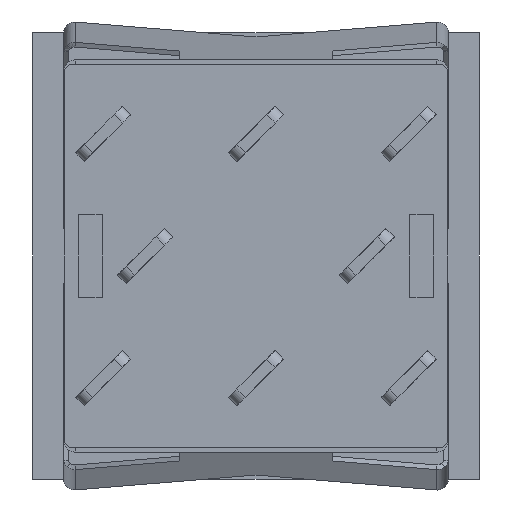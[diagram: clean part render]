
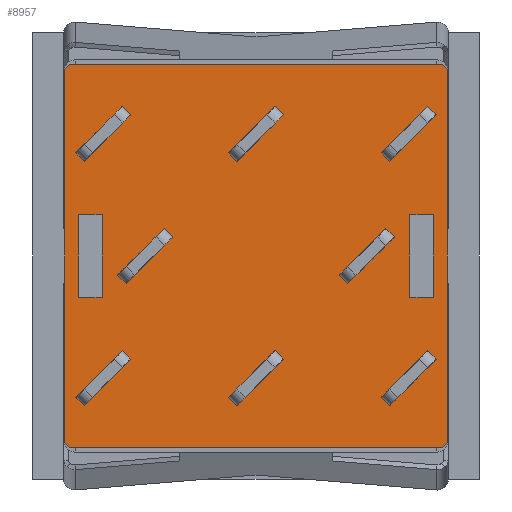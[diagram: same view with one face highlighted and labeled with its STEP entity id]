
A CAD part, front view. The second image highlights one B-rep face of the part: STEP entity #8957.
In plain terms, the highlighted planar face has unit normal (0, -1, 0).
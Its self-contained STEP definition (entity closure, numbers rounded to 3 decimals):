
#232 = EDGE_CURVE ( 'NONE', #1306, #11152, #10745, .T. ) ;
#260 = CARTESIAN_POINT ( 'NONE',  ( 8.15, 0., 8.15 ) ) ;
#263 = LINE ( 'NONE', #3130, #11671 ) ;
#307 = DIRECTION ( 'NONE',  ( 1., 0., 0. ) ) ;
#374 = FACE_BOUND ( 'NONE', #9755, .T. ) ;
#396 = AXIS2_PLACEMENT_3D ( 'NONE', #9473, #950, #3893 ) ;
#469 = AXIS2_PLACEMENT_3D ( 'NONE', #1838, #4710, #652 ) ;
#505 = VECTOR ( 'NONE', #1425, 1000. ) ;
#538 = DIRECTION ( 'NONE',  ( 0., 0., 1. ) ) ;
#585 = VECTOR ( 'NONE', #538, 1000. ) ;
#628 = EDGE_CURVE ( 'NONE', #2302, #1713, #263, .T. ) ;
#652 = DIRECTION ( 'NONE',  ( 0., 0., -1. ) ) ;
#748 = VECTOR ( 'NONE', #4081, 1000. ) ;
#948 = VECTOR ( 'NONE', #8648, 1000. ) ;
#950 = DIRECTION ( 'NONE',  ( 0., -1., 0. ) ) ;
#1064 = CARTESIAN_POINT ( 'NONE',  ( 7.55, 0., 1.75 ) ) ;
#1306 = VERTEX_POINT ( 'NONE', #7335 ) ;
#1350 = DIRECTION ( 'NONE',  ( -1., 0., 0. ) ) ;
#1401 = EDGE_CURVE ( 'NONE', #9054, #3554, #1940, .T. ) ;
#1420 = LINE ( 'NONE', #5977, #9190 ) ;
#1422 = EDGE_LOOP ( 'NONE', ( #2085, #1781, #4424, #2715, #8343, #3070, #11733, #2654 ) ) ;
#1425 = DIRECTION ( 'NONE',  ( 0., 0., 1. ) ) ;
#1428 = DIRECTION ( 'NONE',  ( 0., -1., 0. ) ) ;
#1664 = DIRECTION ( 'NONE',  ( 0., 0., -1. ) ) ;
#1676 = EDGE_CURVE ( 'NONE', #2670, #3554, #4995, .T. ) ;
#1713 = VERTEX_POINT ( 'NONE', #6360 ) ;
#1715 = CARTESIAN_POINT ( 'NONE',  ( -8.15, 0., 8.15 ) ) ;
#1729 = CARTESIAN_POINT ( 'NONE',  ( -6.55, 0., -1.75 ) ) ;
#1781 = ORIENTED_EDGE ( 'NONE', *, *, #2262, .T. ) ;
#1838 = CARTESIAN_POINT ( 'NONE',  ( 7.85, 0., 7.85 ) ) ;
#1858 = CARTESIAN_POINT ( 'NONE',  ( 7.55, 0., 1.75 ) ) ;
#1884 = CARTESIAN_POINT ( 'NONE',  ( -7.85, 0., 8.15 ) ) ;
#1940 = CIRCLE ( 'NONE', #11487, 0.3 ) ;
#1979 = EDGE_CURVE ( 'NONE', #11152, #2302, #5975, .T. ) ;
#2052 = LINE ( 'NONE', #8578, #2292 ) ;
#2085 = ORIENTED_EDGE ( 'NONE', *, *, #7869, .F. ) ;
#2101 = CARTESIAN_POINT ( 'NONE',  ( 8.15, 0., 7.85 ) ) ;
#2262 = EDGE_CURVE ( 'NONE', #8903, #7052, #12098, .T. ) ;
#2292 = VECTOR ( 'NONE', #4058, 1000. ) ;
#2302 = VERTEX_POINT ( 'NONE', #1729 ) ;
#2351 = LINE ( 'NONE', #9873, #9253 ) ;
#2418 = ORIENTED_EDGE ( 'NONE', *, *, #11310, .F. ) ;
#2587 = EDGE_CURVE ( 'NONE', #8829, #4606, #10384, .T. ) ;
#2654 = ORIENTED_EDGE ( 'NONE', *, *, #9377, .T. ) ;
#2670 = VERTEX_POINT ( 'NONE', #2101 ) ;
#2715 = ORIENTED_EDGE ( 'NONE', *, *, #5748, .T. ) ;
#2843 = DIRECTION ( 'NONE',  ( 0., 0., -1. ) ) ;
#2915 = CARTESIAN_POINT ( 'NONE',  ( 8.15, 0., -7.85 ) ) ;
#3034 = EDGE_CURVE ( 'NONE', #1713, #1306, #8606, .T. ) ;
#3070 = ORIENTED_EDGE ( 'NONE', *, *, #1401, .T. ) ;
#3102 = VERTEX_POINT ( 'NONE', #8834 ) ;
#3123 = EDGE_LOOP ( 'NONE', ( #6180, #8129, #3489, #7728 ) ) ;
#3130 = CARTESIAN_POINT ( 'NONE',  ( -6.55, 0., 1.75 ) ) ;
#3238 = CARTESIAN_POINT ( 'NONE',  ( 7.55, 0., -1.75 ) ) ;
#3364 = ORIENTED_EDGE ( 'NONE', *, *, #2587, .F. ) ;
#3365 = LINE ( 'NONE', #6283, #505 ) ;
#3489 = ORIENTED_EDGE ( 'NONE', *, *, #1979, .F. ) ;
#3554 = VERTEX_POINT ( 'NONE', #2915 ) ;
#3656 = EDGE_CURVE ( 'NONE', #8908, #7052, #7200, .T. ) ;
#3893 = DIRECTION ( 'NONE',  ( 0., 0., -1. ) ) ;
#3895 = CARTESIAN_POINT ( 'NONE',  ( -7.55, 0., 1.75 ) ) ;
#3925 = CARTESIAN_POINT ( 'NONE',  ( -7.85, 0., -8.15 ) ) ;
#4058 = DIRECTION ( 'NONE',  ( 1., 0., 0. ) ) ;
#4081 = DIRECTION ( 'NONE',  ( 0., 0., -1. ) ) ;
#4195 = DIRECTION ( 'NONE',  ( 0., 0., -1. ) ) ;
#4287 = DIRECTION ( 'NONE',  ( -1., 0., 0. ) ) ;
#4424 = ORIENTED_EDGE ( 'NONE', *, *, #3656, .F. ) ;
#4550 = AXIS2_PLACEMENT_3D ( 'NONE', #12325, #9507, #1664 ) ;
#4606 = VERTEX_POINT ( 'NONE', #5029 ) ;
#4710 = DIRECTION ( 'NONE',  ( 0., -1., 0. ) ) ;
#4721 = CARTESIAN_POINT ( 'NONE',  ( 6.55, 0., 1.75 ) ) ;
#4935 = DIRECTION ( 'NONE',  ( -1., 0., 0. ) ) ;
#4995 = LINE ( 'NONE', #260, #748 ) ;
#5029 = CARTESIAN_POINT ( 'NONE',  ( 6.55, 0., 1.75 ) ) ;
#5167 = CARTESIAN_POINT ( 'NONE',  ( 0., 0., 0. ) ) ;
#5226 = FACE_BOUND ( 'NONE', #3123, .T. ) ;
#5341 = VECTOR ( 'NONE', #4935, 1000. ) ;
#5485 = VECTOR ( 'NONE', #2843, 1000. ) ;
#5748 = EDGE_CURVE ( 'NONE', #8908, #7454, #8344, .T. ) ;
#5786 = CARTESIAN_POINT ( 'NONE',  ( -7.55, 0., -1.75 ) ) ;
#5945 = CARTESIAN_POINT ( 'NONE',  ( -7.55, 0., -1.75 ) ) ;
#5975 = LINE ( 'NONE', #7886, #948 ) ;
#5977 = CARTESIAN_POINT ( 'NONE',  ( -8.15, 0., 8.15 ) ) ;
#6151 = ORIENTED_EDGE ( 'NONE', *, *, #10819, .F. ) ;
#6180 = ORIENTED_EDGE ( 'NONE', *, *, #3034, .F. ) ;
#6283 = CARTESIAN_POINT ( 'NONE',  ( 7.55, 0., -1.75 ) ) ;
#6360 = CARTESIAN_POINT ( 'NONE',  ( -6.55, 0., 1.75 ) ) ;
#6400 = LINE ( 'NONE', #4721, #5485 ) ;
#6867 = AXIS2_PLACEMENT_3D ( 'NONE', #5167, #1428, #4195 ) ;
#6942 = CARTESIAN_POINT ( 'NONE',  ( 7.85, 0., -7.85 ) ) ;
#7052 = VERTEX_POINT ( 'NONE', #9274 ) ;
#7200 = LINE ( 'NONE', #1715, #585 ) ;
#7335 = CARTESIAN_POINT ( 'NONE',  ( -7.55, 0., 1.75 ) ) ;
#7382 = ORIENTED_EDGE ( 'NONE', *, *, #11115, .F. ) ;
#7454 = VERTEX_POINT ( 'NONE', #3925 ) ;
#7686 = DIRECTION ( 'NONE',  ( 0., 0., -1. ) ) ;
#7728 = ORIENTED_EDGE ( 'NONE', *, *, #232, .F. ) ;
#7869 = EDGE_CURVE ( 'NONE', #8903, #10797, #1420, .T. ) ;
#7886 = CARTESIAN_POINT ( 'NONE',  ( -7.55, 0., -1.75 ) ) ;
#8129 = ORIENTED_EDGE ( 'NONE', *, *, #628, .F. ) ;
#8343 = ORIENTED_EDGE ( 'NONE', *, *, #11247, .F. ) ;
#8344 = CIRCLE ( 'NONE', #396, 0.3 ) ;
#8578 = CARTESIAN_POINT ( 'NONE',  ( 7.55, 0., -1.75 ) ) ;
#8606 = LINE ( 'NONE', #3895, #5341 ) ;
#8648 = DIRECTION ( 'NONE',  ( 1., 0., 0. ) ) ;
#8705 = VECTOR ( 'NONE', #4287, 1000. ) ;
#8829 = VERTEX_POINT ( 'NONE', #1064 ) ;
#8834 = CARTESIAN_POINT ( 'NONE',  ( 6.55, 0., -1.75 ) ) ;
#8903 = VERTEX_POINT ( 'NONE', #1884 ) ;
#8908 = VERTEX_POINT ( 'NONE', #9469 ) ;
#8951 = PLANE ( 'NONE',  #6867 ) ;
#8957 = ADVANCED_FACE ( 'NONE', ( #9009, #5226, #374 ), #8951, .T. ) ;
#9009 = FACE_OUTER_BOUND ( 'NONE', #1422, .T. ) ;
#9054 = VERTEX_POINT ( 'NONE', #10969 ) ;
#9190 = VECTOR ( 'NONE', #307, 1000. ) ;
#9253 = VECTOR ( 'NONE', #1350, 1000. ) ;
#9274 = CARTESIAN_POINT ( 'NONE',  ( -8.15, 0., 7.85 ) ) ;
#9377 = EDGE_CURVE ( 'NONE', #2670, #10797, #9415, .T. ) ;
#9415 = CIRCLE ( 'NONE', #469, 0.3 ) ;
#9469 = CARTESIAN_POINT ( 'NONE',  ( -8.15, 0., -7.85 ) ) ;
#9473 = CARTESIAN_POINT ( 'NONE',  ( -7.85, 0., -7.85 ) ) ;
#9507 = DIRECTION ( 'NONE',  ( 0., -1., 0. ) ) ;
#9755 = EDGE_LOOP ( 'NONE', ( #6151, #7382, #2418, #3364 ) ) ;
#9873 = CARTESIAN_POINT ( 'NONE',  ( -8.15, 0., -8.15 ) ) ;
#9954 = CARTESIAN_POINT ( 'NONE',  ( 7.85, 0., 8.15 ) ) ;
#10384 = LINE ( 'NONE', #1858, #8705 ) ;
#10745 = LINE ( 'NONE', #5945, #12262 ) ;
#10797 = VERTEX_POINT ( 'NONE', #9954 ) ;
#10808 = DIRECTION ( 'NONE',  ( 0., -1., 0. ) ) ;
#10819 = EDGE_CURVE ( 'NONE', #10931, #8829, #3365, .T. ) ;
#10931 = VERTEX_POINT ( 'NONE', #3238 ) ;
#10969 = CARTESIAN_POINT ( 'NONE',  ( 7.85, 0., -8.15 ) ) ;
#11115 = EDGE_CURVE ( 'NONE', #3102, #10931, #2052, .T. ) ;
#11152 = VERTEX_POINT ( 'NONE', #5786 ) ;
#11247 = EDGE_CURVE ( 'NONE', #9054, #7454, #2351, .T. ) ;
#11310 = EDGE_CURVE ( 'NONE', #4606, #3102, #6400, .T. ) ;
#11487 = AXIS2_PLACEMENT_3D ( 'NONE', #6942, #10808, #7686 ) ;
#11498 = DIRECTION ( 'NONE',  ( 0., 0., -1. ) ) ;
#11549 = DIRECTION ( 'NONE',  ( 0., 0., 1. ) ) ;
#11671 = VECTOR ( 'NONE', #11549, 1000. ) ;
#11733 = ORIENTED_EDGE ( 'NONE', *, *, #1676, .F. ) ;
#12098 = CIRCLE ( 'NONE', #4550, 0.3 ) ;
#12262 = VECTOR ( 'NONE', #11498, 1000. ) ;
#12325 = CARTESIAN_POINT ( 'NONE',  ( -7.85, 0., 7.85 ) ) ;
